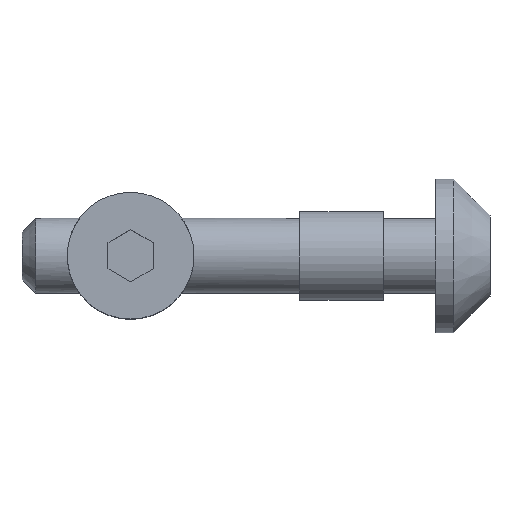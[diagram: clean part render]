
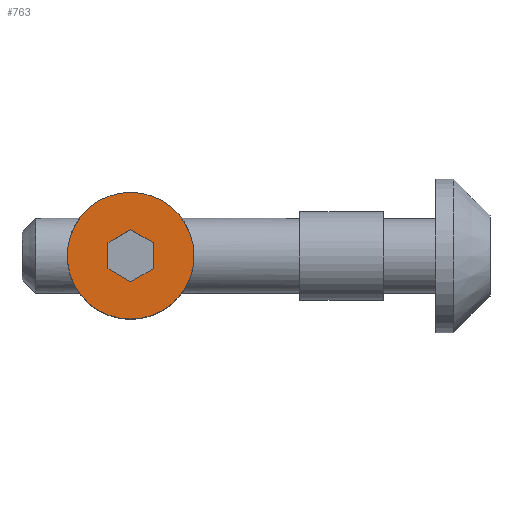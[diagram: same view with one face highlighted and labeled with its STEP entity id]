
A CAD part, top view. The second image highlights one B-rep face of the part: STEP entity #763.
In plain terms, the highlighted face is planar.
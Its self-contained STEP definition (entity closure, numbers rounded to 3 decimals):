
#366=VECTOR('',#621,1.);
#367=VECTOR('',#622,1.);
#368=VECTOR('',#623,1.);
#369=VECTOR('',#624,1.);
#370=VECTOR('',#625,1.);
#371=VECTOR('',#626,1.);
#384=LINE('',#794,#366);
#385=LINE('',#796,#367);
#386=LINE('',#798,#368);
#387=LINE('',#800,#369);
#388=LINE('',#802,#370);
#389=LINE('',#803,#371);
#402=ORIENTED_EDGE('',*,*,#508,.F.);
#403=ORIENTED_EDGE('',*,*,#509,.F.);
#404=ORIENTED_EDGE('',*,*,#510,.F.);
#405=ORIENTED_EDGE('',*,*,#511,.F.);
#406=ORIENTED_EDGE('',*,*,#512,.F.);
#407=ORIENTED_EDGE('',*,*,#513,.F.);
#408=ORIENTED_EDGE('',*,*,#514,.F.);
#468=CIRCLE('',#712,7.);
#481=VERTEX_POINT('',#790);
#482=VERTEX_POINT('',#792);
#483=VERTEX_POINT('',#793);
#484=VERTEX_POINT('',#795);
#485=VERTEX_POINT('',#797);
#486=VERTEX_POINT('',#799);
#487=VERTEX_POINT('',#801);
#508=EDGE_CURVE('',#481,#481,#468,.T.);
#509=EDGE_CURVE('',#482,#483,#384,.T.);
#510=EDGE_CURVE('',#484,#482,#385,.T.);
#511=EDGE_CURVE('',#485,#484,#386,.T.);
#512=EDGE_CURVE('',#486,#485,#387,.T.);
#513=EDGE_CURVE('',#487,#486,#388,.T.);
#514=EDGE_CURVE('',#483,#487,#389,.T.);
#541=EDGE_LOOP('',(#402));
#542=EDGE_LOOP('',(#403,#404,#405,#406,#407,#408));
#579=FACE_BOUND('',#541,.T.);
#580=FACE_BOUND('',#542,.T.);
#617=DIRECTION('',(0.,1.,0.));
#618=DIRECTION('',(1.,0.,0.));
#619=DIRECTION('',(0.,-1.,0.));
#620=DIRECTION('',(-7.,0.,0.));
#621=DIRECTION('',(2.5,0.,-1.443));
#622=DIRECTION('',(2.5,0.,1.443));
#623=DIRECTION('',(0.,0.,2.887));
#624=DIRECTION('',(-2.5,0.,1.443));
#625=DIRECTION('',(-2.5,0.,-1.443));
#626=DIRECTION('',(0.,0.,-2.887));
#711=AXIS2_PLACEMENT_3D('',#789,#617,#618);
#712=AXIS2_PLACEMENT_3D('',#791,#619,#620);
#749=PLANE('',#711);
#763=ADVANCED_FACE('',(#579,#580),#749,.T.);
#789=CARTESIAN_POINT('',(-30.,18.15,0.));
#790=CARTESIAN_POINT('',(-37.,18.15,0.));
#791=CARTESIAN_POINT('',(-30.,18.15,0.));
#792=CARTESIAN_POINT('',(-30.,18.15,2.887));
#793=CARTESIAN_POINT('',(-27.5,18.15,1.443));
#794=CARTESIAN_POINT('',(-30.,18.15,2.887));
#795=CARTESIAN_POINT('',(-32.5,18.15,1.443));
#796=CARTESIAN_POINT('',(-32.5,18.15,1.443));
#797=CARTESIAN_POINT('',(-32.5,18.15,-1.443));
#798=CARTESIAN_POINT('',(-32.5,18.15,-1.443));
#799=CARTESIAN_POINT('',(-30.,18.15,-2.887));
#800=CARTESIAN_POINT('',(-30.,18.15,-2.887));
#801=CARTESIAN_POINT('',(-27.5,18.15,-1.443));
#802=CARTESIAN_POINT('',(-27.5,18.15,-1.443));
#803=CARTESIAN_POINT('',(-27.5,18.15,1.443));
